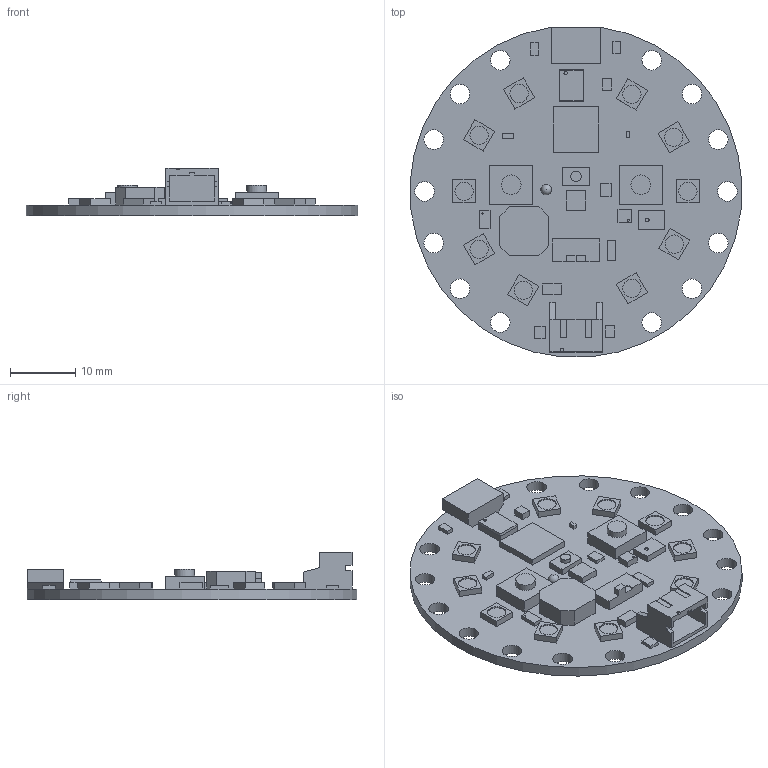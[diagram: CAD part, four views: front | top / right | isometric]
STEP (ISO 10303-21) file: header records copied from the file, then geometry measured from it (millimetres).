
FILE_DESCRIPTION(/* description */ (''),/* implementation_level */ '2;1');
FILE_NAME(/* name */ '3333 Circuit Playground Express.step',/* time_stamp */ '2018-07-07T12:30:01-04:00',/* author */ ('Adafruit'),/* organization */ (''),/* preprocessor_version */ 'ST-DEVELOPER v17',/* originating_system */ 'Autodesk Translation Framework v7.1.0.215',/* authorisation */ '');
FILE_SCHEMA (('AUTOMOTIVE_DESIGN { 1 0 10303 214 3 1 1 }'));
Length unit declared in the file: millimetre
Products named in the file (3): Circuit Playground Express 3333; NeoPixels; Buttons
Assembly tree (2 placements, depth 2):
  Circuit Playground Express 3333
    NeoPixels
    Buttons
Bounding box: 50.79 x 50.49 x 7.2 mm (x, y, z)
Volume: 3846.9 mm3; surface area: 6315.9 mm2
Topology: 35 solids, 36 shells, 314 faces, 670 edges, 445 vertices
Faces by surface type: plane 279, cylinder 34, sphere 1
Full cylindrical faces by diameter (mm): 0.2 x1, 0.3 x1, 0.5 x2, 0.6 x1, 1.6 x2, 2.8 x10, 3 x16
Entity records: 8563 total; most frequent: CARTESIAN_POINT 1433, DIRECTION 1377, ORIENTED_EDGE 1338, EDGE_CURVE 669, LINE 599, VECTOR 599, VERTEX_POINT 445, AXIS2_PLACEMENT_3D 389
